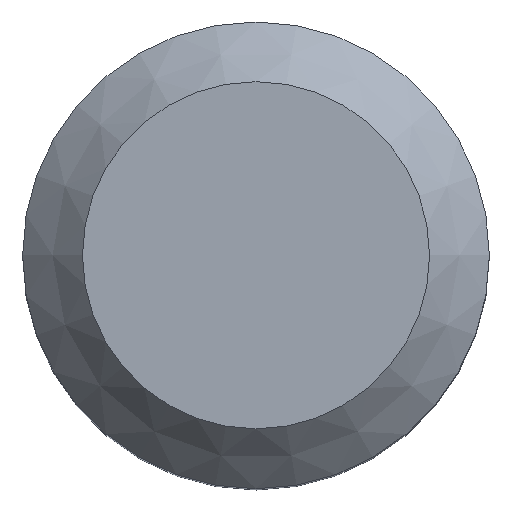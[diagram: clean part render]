
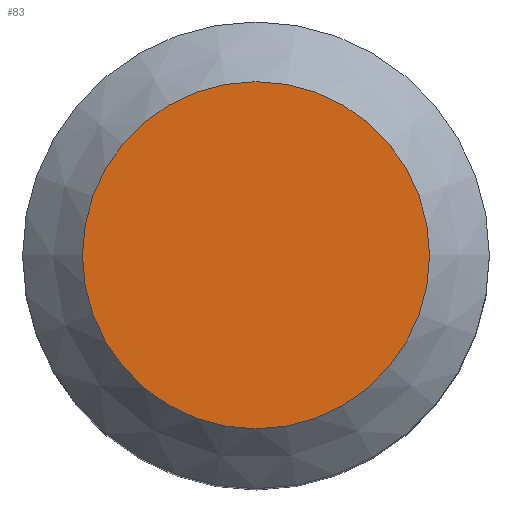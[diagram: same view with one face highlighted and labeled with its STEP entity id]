
A CAD part, top view. The second image highlights one B-rep face of the part: STEP entity #83.
In plain terms, the highlighted planar face has unit normal (0, 0, 1).
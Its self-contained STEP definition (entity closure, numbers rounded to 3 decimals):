
#22=PLANE('',#117);
#28=FACE_OUTER_BOUND('',#34,.T.);
#34=EDGE_LOOP('',(#74));
#46=CIRCLE('',#114,2.9);
#51=VERTEX_POINT('',#157);
#58=EDGE_CURVE('',#51,#51,#46,.T.);
#74=ORIENTED_EDGE('',*,*,#58,.F.);
#83=ADVANCED_FACE('',(#28),#22,.T.);
#114=AXIS2_PLACEMENT_3D('',#159,#135,#136);
#117=AXIS2_PLACEMENT_3D('',#164,#142,#143);
#135=DIRECTION('center_axis',(0.,0.,-1.));
#136=DIRECTION('ref_axis',(1.,0.,0.));
#142=DIRECTION('center_axis',(0.,0.,1.));
#143=DIRECTION('ref_axis',(1.,0.,0.));
#157=CARTESIAN_POINT('',(799.286,50.,194.43));
#159=CARTESIAN_POINT('Origin',(802.186,50.,194.43));
#164=CARTESIAN_POINT('Origin',(802.186,50.,194.43));
